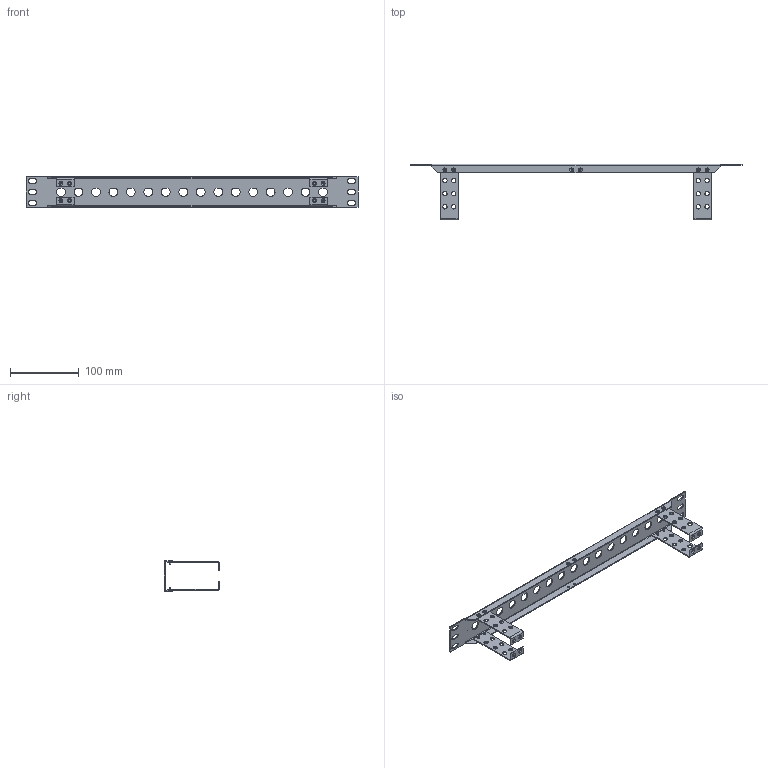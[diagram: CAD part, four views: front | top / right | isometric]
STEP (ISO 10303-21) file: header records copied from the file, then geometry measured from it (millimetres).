
FILE_DESCRIPTION (( 'STEP AP214' ), '1' );
FILE_NAME ('PR175-16CMB.STEP', '2014-09-10T18:44:04', ( 'x' ), ( '' ), 'SwSTEP 2.0', 'SolidWorks 2014', '' );
FILE_SCHEMA (( 'AUTOMOTIVE_DESIGN' ));
Length unit declared in the file: inch
Products named in the file (4): PR-CMB-B175; flat head phillips_4-40 x .187 FLAT HEAD SCREW; PR175-16BLK; PR175-16CMB
Assembly tree (13 placements, depth 2):
  PR175-16CMB
    PR175-16BLK
    flat head phillips_4-40 x .187 FLAT HEAD SCREW  x8
    PR-CMB-B175  x4
Bounding box: 482.6 x 81.28 x 43.94 mm (x, y, z)
Volume: 53907 mm3; surface area: 76708 mm2
Topology: 13 solids, 13 shells, 845 faces, 2216 edges, 1448 vertices
Faces by surface type: plane 493, bspline 152, cylinder 144, cone 56
Entity records: 32513 total; most frequent: CARTESIAN_POINT 10070, ORIENTED_EDGE 3260, DIRECTION 2460, EDGE_CURVE 1630, LINE 1140, VECTOR 1140, VERTEX_POINT 1070, EDGE_LOOP 742
